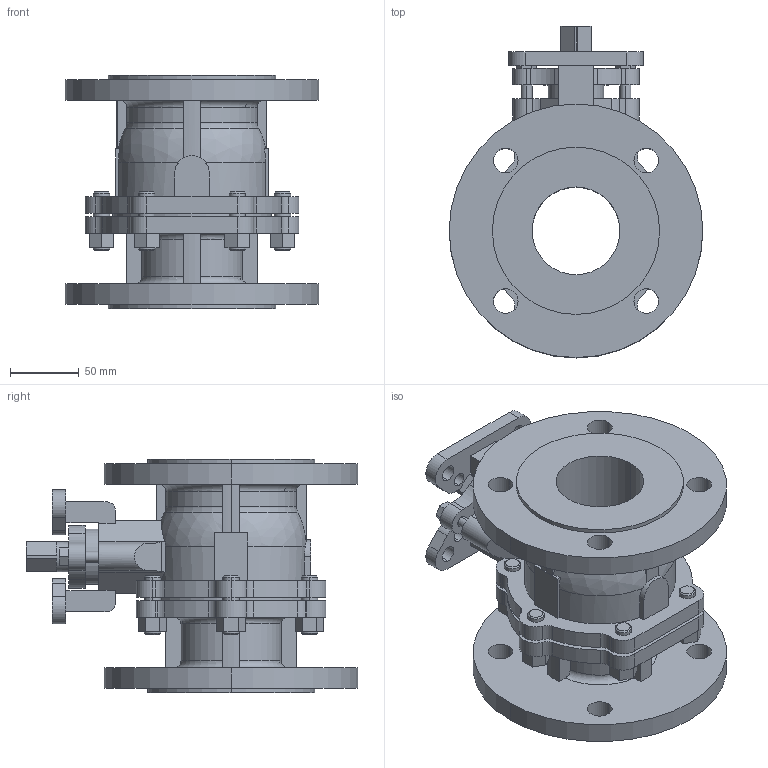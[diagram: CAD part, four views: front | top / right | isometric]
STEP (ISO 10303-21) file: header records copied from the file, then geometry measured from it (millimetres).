
FILE_DESCRIPTION (( 'STEP AP214' ), '1' );
FILE_NAME ('FG-0065-PN10-16.STEP', '2015-02-04T08:44:05', ( '' ), ( '' ), 'SwSTEP 2.0', 'SolidWorks 2014', '' );
FILE_SCHEMA (( 'AUTOMOTIVE_DESIGN' ));
Length unit declared in the file: millimetre
Products named in the file (1): FG-0065-PN10-16
Bounding box: 185 x 242 x 170 mm (x, y, z)
Volume: 1779131.1 mm3; surface area: 266284.5 mm2
Topology: 1 solids, 1 shells, 538 faces, 1458 edges, 961 vertices
Faces by surface type: plane 261, cylinder 188, bspline 43, cone 26, torus 16, sphere 4
Entity records: 19811 total; most frequent: CARTESIAN_POINT 6109, ORIENTED_EDGE 2912, DIRECTION 2749, EDGE_CURVE 1456, VERTEX_POINT 961, AXIS2_PLACEMENT_3D 937, VECTOR 875, LINE 875
